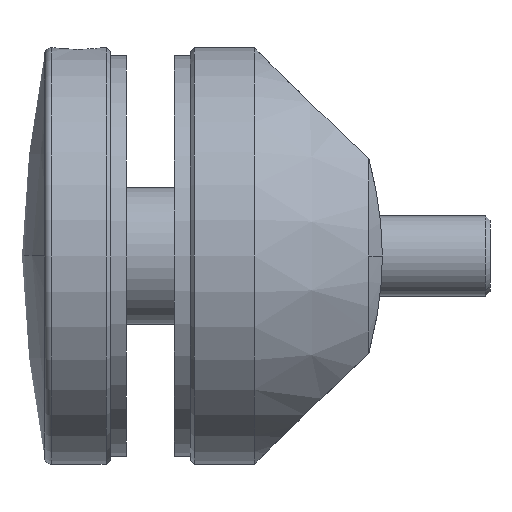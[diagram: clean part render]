
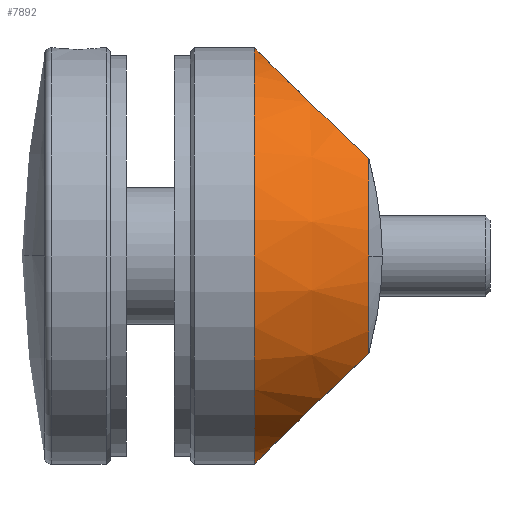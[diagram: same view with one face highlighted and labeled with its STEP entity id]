
A CAD part, left-side view. The second image highlights one B-rep face of the part: STEP entity #7892.
In plain terms, the highlighted conical face has half-angle 10 degrees and reference radius 26 mm.
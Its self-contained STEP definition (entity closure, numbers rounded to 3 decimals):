
#533 = CARTESIAN_POINT ( 'NONE',  ( -13.649, -8.969, -21.1 ) ) ;
#649 = CARTESIAN_POINT ( 'NONE',  ( -2.512, -4.147, -25.854 ) ) ;
#693 = VERTEX_POINT ( 'NONE', #13996 ) ;
#725 = DIRECTION ( 'NONE',  ( 0., 0., 1. ) ) ;
#809 = AXIS2_PLACEMENT_3D ( 'NONE', #6775, #6827, #725 ) ;
#838 = EDGE_CURVE ( 'NONE', #693, #6909, #4293, .T. ) ;
#1137 = CARTESIAN_POINT ( 'NONE',  ( -2.53, -4.142, 25.859 ) ) ;
#1524 = DIRECTION ( 'NONE',  ( 0., 0., 1. ) ) ;
#1663 = CARTESIAN_POINT ( 'NONE',  ( -23.476, -18.312, 0. ) ) ;
#1707 = CARTESIAN_POINT ( 'NONE',  ( -1.259, -4.028, -25.972 ) ) ;
#1899 = CARTESIAN_POINT ( 'NONE',  ( 0., -4., 26. ) ) ;
#2169 = EDGE_CURVE ( 'NONE', #10632, #2776, #10613, .T. ) ;
#2253 = CARTESIAN_POINT ( 'NONE',  ( -16.236, -11.529, 18.605 ) ) ;
#2368 = CARTESIAN_POINT ( 'NONE',  ( -8.442, -5.716, 24.301 ) ) ;
#2450 = ORIENTED_EDGE ( 'NONE', *, *, #838, .F. ) ;
#2776 = VERTEX_POINT ( 'NONE', #1663 ) ;
#2914 = CARTESIAN_POINT ( 'NONE',  ( -3.137, -4.231, -25.771 ) ) ;
#3072 = CARTESIAN_POINT ( 'NONE',  ( -19.738, -17.404, 13.032 ) ) ;
#3084 = CARTESIAN_POINT ( 'NONE',  ( -8.419, -5.734, -24.283 ) ) ;
#3464 = CARTESIAN_POINT ( 'NONE',  ( -10.973, -7.052, 22.983 ) ) ;
#3578 = CARTESIAN_POINT ( 'NONE',  ( -6.161, -4.906, 25.103 ) ) ;
#4036 = CIRCLE ( 'NONE', #7039, 23.476 ) ;
#4192 = CARTESIAN_POINT ( 'NONE',  ( -9.989, -6.492, -23.534 ) ) ;
#4212 = B_SPLINE_CURVE_WITH_KNOTS ( 'NONE', 3,
 ( #7969, #3072, #15351, #8494, #4828, #7259, #2253, #6066, #9713, #4770, #15824, #5949, #3464, #12133, #2368, #13347, #3578, #6013, #9768, #7207, #1137, #7315, #14585, #10936 ),
 .UNSPECIFIED., .F., .F.,
 ( 4, 2, 2, 2, 2, 2, 2, 2, 2, 2, 2, 4 ),
 ( 0.002, 0.006, 0.01, 0.014, 0.017, 0.019, 0.021, 0.025, 0.027, 0.029, 0.031, 0.033 ),
 .UNSPECIFIED. ) ;
#4293 = CIRCLE ( 'NONE', #14304, 26. ) ;
#4319 = CARTESIAN_POINT ( 'NONE',  ( -14.054, -9.319, -20.757 ) ) ;
#4592 = CARTESIAN_POINT ( 'NONE',  ( -18.474, -14.788, -15.48 ) ) ;
#4770 = CARTESIAN_POINT ( 'NONE',  ( -12.812, -8.301, 21.755 ) ) ;
#4823 = EDGE_CURVE ( 'NONE', #2776, #11843, #4036, .T. ) ;
#4828 = CARTESIAN_POINT ( 'NONE',  ( -18.001, -13.958, 16.268 ) ) ;
#5171 = CARTESIAN_POINT ( 'NONE',  ( -20.05, -18.312, 12.213 ) ) ;
#5392 = CARTESIAN_POINT ( 'NONE',  ( -11.465, -7.332, -22.707 ) ) ;
#5949 = CARTESIAN_POINT ( 'NONE',  ( -11.448, -7.348, 22.691 ) ) ;
#6013 = CARTESIAN_POINT ( 'NONE',  ( -4.981, -4.584, 25.421 ) ) ;
#6066 = CARTESIAN_POINT ( 'NONE',  ( -14.841, -10.027, 20.065 ) ) ;
#6149 = ORIENTED_EDGE ( 'NONE', *, *, #6247, .T. ) ;
#6247 = EDGE_CURVE ( 'NONE', #693, #10632, #7104, .T. ) ;
#6507 = FACE_OUTER_BOUND ( 'NONE', #15132, .T. ) ;
#6631 = CARTESIAN_POINT ( 'NONE',  ( -4.994, -4.558, -25.446 ) ) ;
#6636 = DIRECTION ( 'NONE',  ( 0., 1., 0. ) ) ;
#6775 = CARTESIAN_POINT ( 'NONE',  ( 0., -4., 0. ) ) ;
#6827 = DIRECTION ( 'NONE',  ( 0., 1., 0. ) ) ;
#6868 = ORIENTED_EDGE ( 'NONE', *, *, #4823, .T. ) ;
#6907 = CARTESIAN_POINT ( 'NONE',  ( -19.737, -17.402, -13.034 ) ) ;
#6909 = VERTEX_POINT ( 'NONE', #1899 ) ;
#6963 = CARTESIAN_POINT ( 'NONE',  ( -15.19, -10.403, -19.7 ) ) ;
#7039 = AXIS2_PLACEMENT_3D ( 'NONE', #8870, #11270, #1524 ) ;
#7104 = B_SPLINE_CURVE_WITH_KNOTS ( 'NONE', 3,
 ( #12696, #14081, #1707, #15148, #649, #2914, #7811, #6631, #11513, #7860, #3084, #12753, #4192, #5392, #9205, #533, #4319, #12917, #6963, #14248, #13175, #13115, #8147, #4592, #14296, #8093, #6907, #13013 ),
 .UNSPECIFIED., .F., .F.,
 ( 4, 2, 2, 2, 2, 2, 2, 2, 2, 2, 2, 2, 2, 4 ),
 ( 0.033, 0.034, 0.035, 0.036, 0.04, 0.042, 0.044, 0.048, 0.049, 0.051, 0.055, 0.057, 0.059, 0.063 ),
 .UNSPECIFIED. ) ;
#7207 = CARTESIAN_POINT ( 'NONE',  ( -3.155, -4.227, 25.775 ) ) ;
#7259 = CARTESIAN_POINT ( 'NONE',  ( -16.866, -12.317, 17.842 ) ) ;
#7315 = CARTESIAN_POINT ( 'NONE',  ( -1.262, -4.028, 25.972 ) ) ;
#7811 = CARTESIAN_POINT ( 'NONE',  ( -3.45, -4.28, -25.722 ) ) ;
#7860 = CARTESIAN_POINT ( 'NONE',  ( -7.865, -5.504, -24.511 ) ) ;
#7869 = DIRECTION ( 'NONE',  ( 0., 0., 1. ) ) ;
#7892 = ADVANCED_FACE ( 'NONE', ( #6507 ), #13017, .T. ) ;
#7969 = CARTESIAN_POINT ( 'NONE',  ( -20.05, -18.312, 12.213 ) ) ;
#8093 = CARTESIAN_POINT ( 'NONE',  ( -19.365, -16.517, -13.855 ) ) ;
#8147 = CARTESIAN_POINT ( 'NONE',  ( -17.972, -13.944, -16.283 ) ) ;
#8494 = CARTESIAN_POINT ( 'NONE',  ( -18.498, -14.799, 15.468 ) ) ;
#8870 = CARTESIAN_POINT ( 'NONE',  ( 0., -18.312, 0. ) ) ;
#8922 = ORIENTED_EDGE ( 'NONE', *, *, #2169, .T. ) ;
#9205 = CARTESIAN_POINT ( 'NONE',  ( -12.377, -7.954, -22.095 ) ) ;
#9713 = CARTESIAN_POINT ( 'NONE',  ( -14.077, -9.312, 20.764 ) ) ;
#9768 = CARTESIAN_POINT ( 'NONE',  ( -4.38, -4.448, 25.556 ) ) ;
#10544 = CARTESIAN_POINT ( 'NONE',  ( 0., -18.312, 0. ) ) ;
#10613 = CIRCLE ( 'NONE', #12877, 23.476 ) ;
#10632 = VERTEX_POINT ( 'NONE', #15188 ) ;
#10936 = CARTESIAN_POINT ( 'NONE',  ( 0., -4., 26. ) ) ;
#11270 = DIRECTION ( 'NONE',  ( 0., 1., 0. ) ) ;
#11392 = EDGE_CURVE ( 'NONE', #11843, #6909, #4212, .T. ) ;
#11513 = CARTESIAN_POINT ( 'NONE',  ( -6.172, -4.883, -25.125 ) ) ;
#11763 = CARTESIAN_POINT ( 'NONE',  ( 0., -4., 0. ) ) ;
#11843 = VERTEX_POINT ( 'NONE', #5171 ) ;
#12133 = CARTESIAN_POINT ( 'NONE',  ( -9.495, -6.211, 23.812 ) ) ;
#12164 = ORIENTED_EDGE ( 'NONE', *, *, #11392, .T. ) ;
#12696 = CARTESIAN_POINT ( 'NONE',  ( 0., -4., -26. ) ) ;
#12753 = CARTESIAN_POINT ( 'NONE',  ( -9.479, -6.228, -23.795 ) ) ;
#12877 = AXIS2_PLACEMENT_3D ( 'NONE', #10544, #6636, #7869 ) ;
#12917 = CARTESIAN_POINT ( 'NONE',  ( -14.824, -10.036, -20.057 ) ) ;
#13013 = CARTESIAN_POINT ( 'NONE',  ( -20.05, -18.312, -12.213 ) ) ;
#13017 = CONICAL_SURFACE ( 'NONE', #809, 26., 0.175 ) ;
#13115 = CARTESIAN_POINT ( 'NONE',  ( -17.706, -13.53, -16.679 ) ) ;
#13175 = CARTESIAN_POINT ( 'NONE',  ( -16.86, -12.31, -17.849 ) ) ;
#13347 = CARTESIAN_POINT ( 'NONE',  ( -6.741, -5.091, 24.919 ) ) ;
#13996 = CARTESIAN_POINT ( 'NONE',  ( 0., -4., -26. ) ) ;
#14081 = CARTESIAN_POINT ( 'NONE',  ( -0.63, -4., -26. ) ) ;
#14248 = CARTESIAN_POINT ( 'NONE',  ( -16.234, -11.528, -18.606 ) ) ;
#14296 = CARTESIAN_POINT ( 'NONE',  ( -18.709, -15.218, -15.075 ) ) ;
#14304 = AXIS2_PLACEMENT_3D ( 'NONE', #11763, #14323, #15446 ) ;
#14323 = DIRECTION ( 'NONE',  ( 0., 1., 0. ) ) ;
#14585 = CARTESIAN_POINT ( 'NONE',  ( -0.63, -4., 26. ) ) ;
#15132 = EDGE_LOOP ( 'NONE', ( #6149, #8922, #6868, #12164, #2450 ) ) ;
#15148 = CARTESIAN_POINT ( 'NONE',  ( -2.199, -4.112, -25.889 ) ) ;
#15188 = CARTESIAN_POINT ( 'NONE',  ( -20.05, -18.312, -12.213 ) ) ;
#15351 = CARTESIAN_POINT ( 'NONE',  ( -19.367, -16.522, 13.85 ) ) ;
#15446 = DIRECTION ( 'NONE',  ( 0., 0., 1. ) ) ;
#15824 = CARTESIAN_POINT ( 'NONE',  ( -12.368, -7.973, 22.077 ) ) ;
